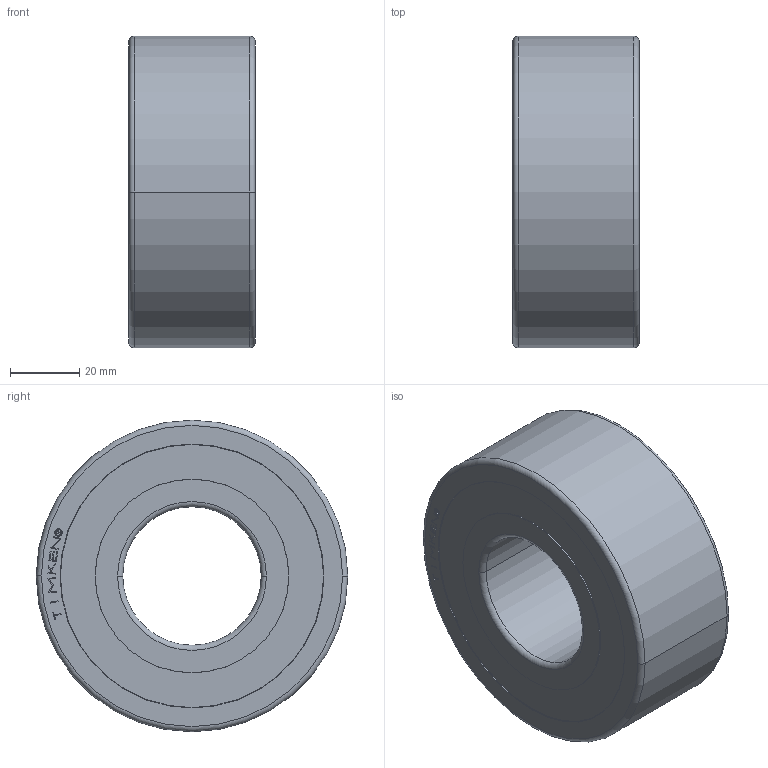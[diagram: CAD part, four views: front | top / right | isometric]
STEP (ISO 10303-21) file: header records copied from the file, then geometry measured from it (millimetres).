
FILE_DESCRIPTION(('starvars output'),'1');
FILE_NAME('3308 ATN1_2RS.stp','19:06:13 2023/12/13',('TraceParts'),(' '),'Spatial InterOp 3D',' ',' ');
FILE_SCHEMA(('AUTOMOTIVE_DESIGN { 1 0 10303 214 3 1 1 }'));
Length unit declared in the file: millimetre
Products named in the file (1): 1
Bounding box: 36.5 x 90 x 90 mm (x, y, z)
Volume: 132876.3 mm3; surface area: 66684.7 mm2
Topology: 4 solids, 4 shells, 354 faces, 1060 edges, 672 vertices
Faces by surface type: plane 190, torus 84, cylinder 48, sphere 32
Entity records: 16173 total; most frequent: CARTESIAN_POINT 3754, DIRECTION 2100, ORIENTED_EDGE 1992, EDGE_CURVE 996, AXIS2_PLACEMENT_3D 810, VERTEX_POINT 672, LINE 480, VECTOR 480
